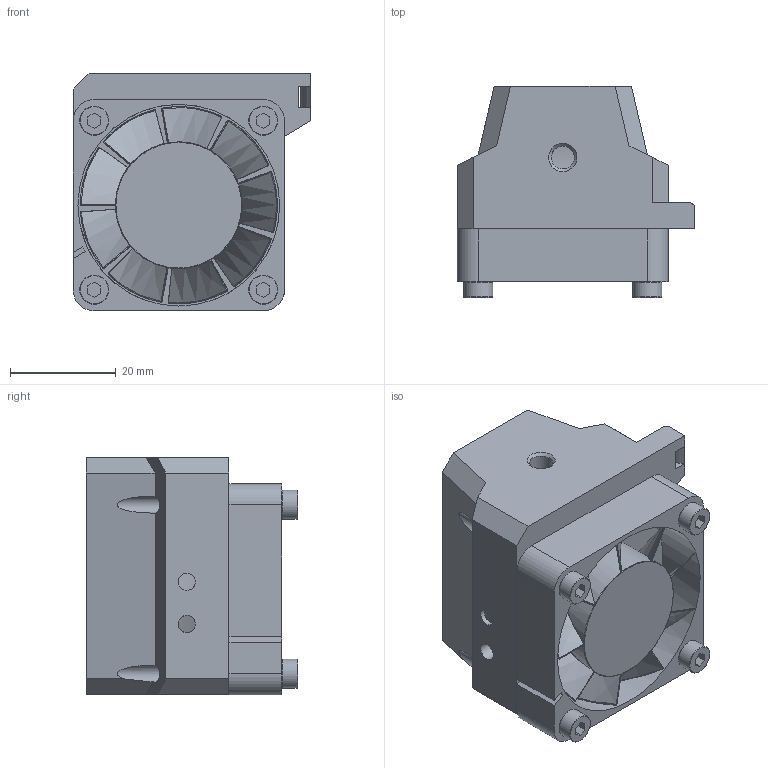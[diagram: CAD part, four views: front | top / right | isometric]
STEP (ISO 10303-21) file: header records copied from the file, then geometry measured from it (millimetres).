
FILE_DESCRIPTION(/* description */ (''),/* implementation_level */ '2;1');
FILE_NAME(/* name */ 'hotend_template.step',/* time_stamp */ '2023-11-02T13:31:00-05:00',/* author */ (''),/* organization */ (''),/* preprocessor_version */ 'ST-DEVELOPER v20',/* originating_system */ 'Autodesk Translation Framework v12.14.0.127',/* authorisation */ '');
FILE_SCHEMA (('AUTOMOTIVE_DESIGN { 1 0 10303 214 3 1 1 }'));
Length unit declared in the file: millimetre
Products named in the file (5): Hotend Template; hotend_template; Fan Assembly; 4010 FAN; DIN 912 M3 20 mm
Assembly tree (7 placements, depth 3):
  Hotend Template
    hotend_template
    Fan Assembly
      DIN 912 M3 20 mm  x4
      4010 FAN
Bounding box: 45 x 40 x 45 mm (x, y, z)
Volume: 50395.9 mm3; surface area: 16794.6 mm2
Topology: 6 solids, 6 shells, 328 faces, 905 edges, 587 vertices
Faces by surface type: bspline 135, plane 108, cylinder 51, torus 29, cone 5
Full cylindrical faces by diameter (mm): 2.8 x4, 3 x4, 3.3 x8, 4.25 x4, 4.35 x1, 5.5 x4, 38.2 x1
Entity records: 13361 total; most frequent: CARTESIAN_POINT 6932, ORIENTED_EDGE 1602, DIRECTION 957, EDGE_CURVE 801, VERTEX_POINT 527, AXIS2_PLACEMENT_3D 381, B_SPLINE_CURVE_WITH_KNOTS 349, EDGE_LOOP 310
